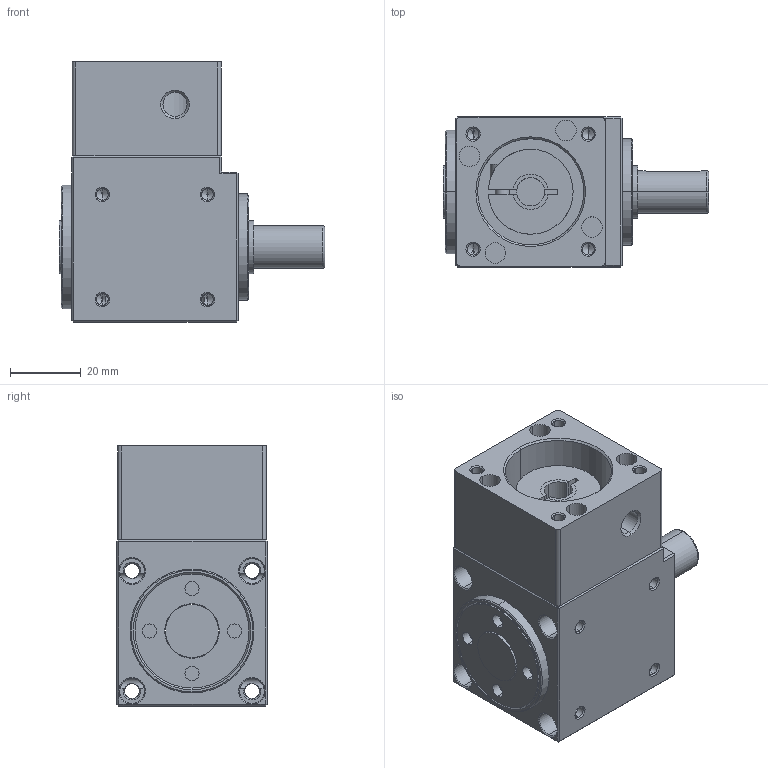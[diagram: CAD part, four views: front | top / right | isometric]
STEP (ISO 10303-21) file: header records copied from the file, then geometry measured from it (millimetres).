
FILE_DESCRIPTION (( 'STEP AP203' ), '1' );
FILE_NAME ('HRD42-L1-(A)-S2-P1-(8-25-30-M4-46).STEP', '2020-08-26T08:00:06', ( '微软用户' ), ( '微软中国' ), 'SwSTEP 2.0', 'SolidWorks 2014', '' );
FILE_SCHEMA (( 'CONFIG_CONTROL_DESIGN' ));
Length unit declared in the file: millimetre
Products named in the file (4): HRD-42-蛌褒眊极; HRD-42-输入胀套-10; HRD-42-输入法兰-B-(8-25-30-M4-46); HRD42-L1-(A)-S2-P1-(8-25-30-M4-46)
Assembly tree (3 placements, depth 2):
  HRD42-L1-(A)-S2-P1-(8-25-30-M4-46)
    HRD-42-蛌褒眊极
    HRD-42-输入胀套-10
    HRD-42-输入法兰-B-(8-25-30-M4-46)
Bounding box: 75 x 42.4 x 73.5 mm (x, y, z)
Volume: 98301.1 mm3; surface area: 41538.2 mm2
Topology: 4 solids, 4 shells, 390 faces, 995 edges, 590 vertices
Faces by surface type: cylinder 155, cone 122, plane 111, torus 2
Entity records: 13118 total; most frequent: CARTESIAN_POINT 3336, DIRECTION 2034, ORIENTED_EDGE 1906, EDGE_CURVE 953, AXIS2_PLACEMENT_3D 790, VERTEX_POINT 590, EDGE_LOOP 457, LINE 454
